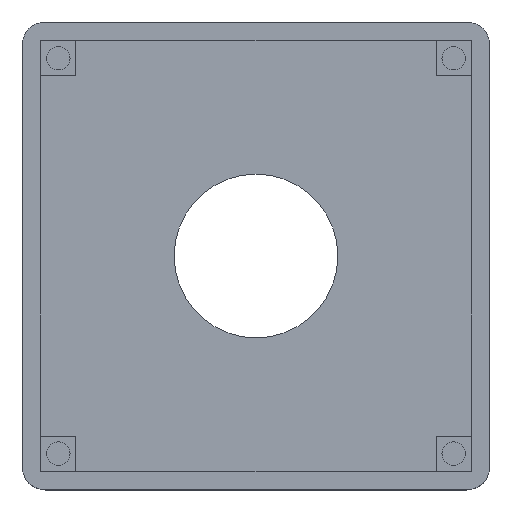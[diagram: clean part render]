
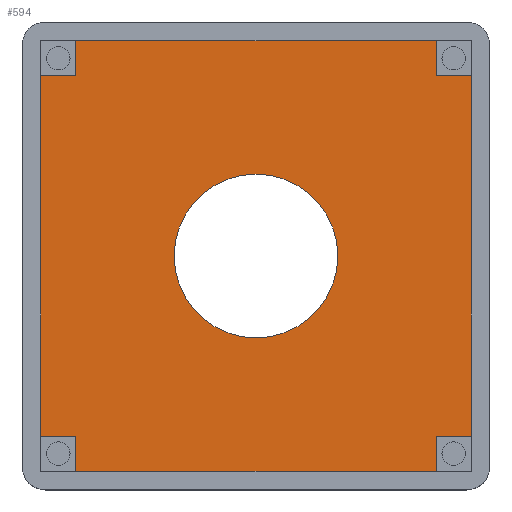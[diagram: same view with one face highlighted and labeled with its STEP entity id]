
A CAD part, top view. The second image highlights one B-rep face of the part: STEP entity #594.
In plain terms, the highlighted planar face has unit normal (0, 0, 1).
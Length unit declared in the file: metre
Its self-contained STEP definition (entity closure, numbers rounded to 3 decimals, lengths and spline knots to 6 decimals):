
#21=LINE('',#875,#85);
#22=LINE('',#878,#86);
#23=LINE('',#880,#87);
#24=LINE('',#882,#88);
#25=LINE('',#884,#89);
#26=LINE('',#886,#90);
#27=LINE('',#888,#91);
#28=LINE('',#890,#92);
#29=LINE('',#892,#93);
#30=LINE('',#894,#94);
#31=LINE('',#896,#95);
#32=LINE('',#898,#96);
#85=VECTOR('',#703,1.);
#86=VECTOR('',#704,1.);
#87=VECTOR('',#705,1.);
#88=VECTOR('',#706,1.);
#89=VECTOR('',#707,1.);
#90=VECTOR('',#708,1.);
#91=VECTOR('',#709,1.);
#92=VECTOR('',#710,1.);
#93=VECTOR('',#711,1.);
#94=VECTOR('',#712,1.);
#95=VECTOR('',#713,1.);
#96=VECTOR('',#714,1.);
#149=ORIENTED_EDGE('',*,*,#313,.F.);
#150=ORIENTED_EDGE('',*,*,#314,.T.);
#151=ORIENTED_EDGE('',*,*,#315,.T.);
#152=ORIENTED_EDGE('',*,*,#316,.F.);
#153=ORIENTED_EDGE('',*,*,#317,.T.);
#154=ORIENTED_EDGE('',*,*,#318,.T.);
#155=ORIENTED_EDGE('',*,*,#319,.F.);
#156=ORIENTED_EDGE('',*,*,#320,.F.);
#157=ORIENTED_EDGE('',*,*,#321,.T.);
#158=ORIENTED_EDGE('',*,*,#322,.F.);
#159=ORIENTED_EDGE('',*,*,#323,.F.);
#160=ORIENTED_EDGE('',*,*,#324,.T.);
#161=ORIENTED_EDGE('',*,*,#325,.F.);
#313=EDGE_CURVE('',#395,#395,#453,.T.);
#314=EDGE_CURVE('',#396,#397,#21,.T.);
#315=EDGE_CURVE('',#397,#398,#22,.T.);
#316=EDGE_CURVE('',#399,#398,#23,.T.);
#317=EDGE_CURVE('',#399,#400,#24,.T.);
#318=EDGE_CURVE('',#400,#401,#25,.T.);
#319=EDGE_CURVE('',#402,#401,#26,.T.);
#320=EDGE_CURVE('',#403,#402,#27,.T.);
#321=EDGE_CURVE('',#403,#404,#28,.T.);
#322=EDGE_CURVE('',#405,#404,#29,.T.);
#323=EDGE_CURVE('',#406,#405,#30,.T.);
#324=EDGE_CURVE('',#406,#407,#31,.T.);
#325=EDGE_CURVE('',#396,#407,#32,.T.);
#395=VERTEX_POINT('',#874);
#396=VERTEX_POINT('',#876);
#397=VERTEX_POINT('',#877);
#398=VERTEX_POINT('',#879);
#399=VERTEX_POINT('',#881);
#400=VERTEX_POINT('',#883);
#401=VERTEX_POINT('',#885);
#402=VERTEX_POINT('',#887);
#403=VERTEX_POINT('',#889);
#404=VERTEX_POINT('',#891);
#405=VERTEX_POINT('',#893);
#406=VERTEX_POINT('',#895);
#407=VERTEX_POINT('',#897);
#453=CIRCLE('',#644,0.0175);
#471=EDGE_LOOP('',(#149));
#472=EDGE_LOOP('',(#150,#151,#152,#153,#154,#155,#156,#157,#158,#159,#160,
#161));
#519=FACE_BOUND('',#471,.T.);
#520=FACE_BOUND('',#472,.T.);
#567=PLANE('',#643);
#594=ADVANCED_FACE('',(#519,#520),#567,.T.);
#643=AXIS2_PLACEMENT_3D('',#872,#699,#700);
#644=AXIS2_PLACEMENT_3D('',#873,#701,#702);
#699=DIRECTION('',(0.,0.,1.));
#700=DIRECTION('',(1.,0.,0.));
#701=DIRECTION('',(0.,0.,1.));
#702=DIRECTION('',(1.,0.,0.));
#703=DIRECTION('',(1.,0.,0.));
#704=DIRECTION('',(0.,1.,0.));
#705=DIRECTION('',(-1.,0.,0.));
#706=DIRECTION('',(0.,1.,0.));
#707=DIRECTION('',(-1.,0.,0.));
#708=DIRECTION('',(0.,-1.,0.));
#709=DIRECTION('',(1.,0.,0.));
#710=DIRECTION('',(0.,-1.,0.));
#711=DIRECTION('',(1.,0.,0.));
#712=DIRECTION('',(0.,1.,0.));
#713=DIRECTION('',(1.,0.,0.));
#714=DIRECTION('',(0.,1.,0.));
#872=CARTESIAN_POINT('',(0.05,0.05,0.004));
#873=CARTESIAN_POINT('',(0.05,0.05,0.004));
#874=CARTESIAN_POINT('',(0.0675,0.05,0.004));
#875=CARTESIAN_POINT('',(0.05,0.004,0.004));
#876=CARTESIAN_POINT('',(0.0115,0.004,0.004));
#877=CARTESIAN_POINT('',(0.0885,0.004,0.004));
#878=CARTESIAN_POINT('',(0.0885,0.00775,0.004));
#879=CARTESIAN_POINT('',(0.0885,0.0115,0.004));
#880=CARTESIAN_POINT('',(0.09225,0.0115,0.004));
#881=CARTESIAN_POINT('',(0.096,0.0115,0.004));
#882=CARTESIAN_POINT('',(0.096,0.05,0.004));
#883=CARTESIAN_POINT('',(0.096,0.0885,0.004));
#884=CARTESIAN_POINT('',(0.09225,0.0885,0.004));
#885=CARTESIAN_POINT('',(0.0885,0.0885,0.004));
#886=CARTESIAN_POINT('',(0.0885,0.09225,0.004));
#887=CARTESIAN_POINT('',(0.0885,0.096,0.004));
#888=CARTESIAN_POINT('',(0.05,0.096,0.004));
#889=CARTESIAN_POINT('',(0.0115,0.096,0.004));
#890=CARTESIAN_POINT('',(0.0115,0.09225,0.004));
#891=CARTESIAN_POINT('',(0.0115,0.0885,0.004));
#892=CARTESIAN_POINT('',(0.00775,0.0885,0.004));
#893=CARTESIAN_POINT('',(0.004,0.0885,0.004));
#894=CARTESIAN_POINT('',(0.004,0.05,0.004));
#895=CARTESIAN_POINT('',(0.004,0.0115,0.004));
#896=CARTESIAN_POINT('',(0.00775,0.0115,0.004));
#897=CARTESIAN_POINT('',(0.0115,0.0115,0.004));
#898=CARTESIAN_POINT('',(0.0115,0.00775,0.004));
